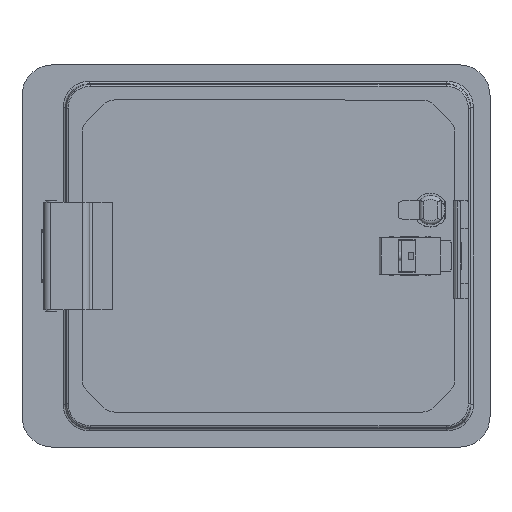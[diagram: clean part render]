
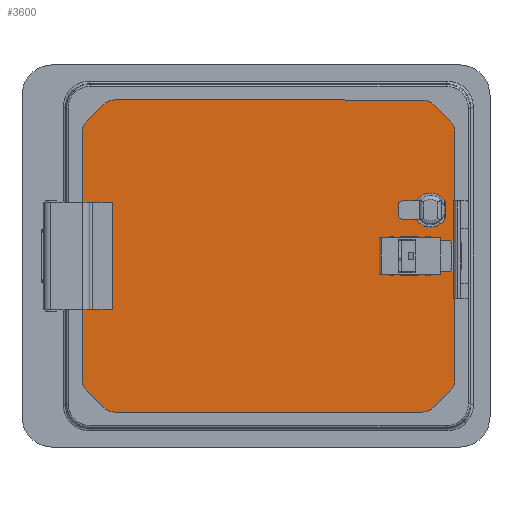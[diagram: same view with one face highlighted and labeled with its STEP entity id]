
A CAD part, front view. The second image highlights one B-rep face of the part: STEP entity #3600.
In plain terms, the highlighted planar face has unit normal (0, -1, 0).
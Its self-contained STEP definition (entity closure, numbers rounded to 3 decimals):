
#17 = LINE ( 'NONE', #15438, #11354 ) ;
#223 = VERTEX_POINT ( 'NONE', #8913 ) ;
#244 = VERTEX_POINT ( 'NONE', #13759 ) ;
#410 = CARTESIAN_POINT ( 'NONE',  ( 116., -1.2, 108.8 ) ) ;
#444 = DIRECTION ( 'NONE',  ( 1., 0., 0. ) ) ;
#473 = CARTESIAN_POINT ( 'NONE',  ( 106., -1.2, 30. ) ) ;
#540 = DIRECTION ( 'NONE',  ( 0., 0., -1. ) ) ;
#602 = DIRECTION ( 'NONE',  ( 0., 0., 1. ) ) ;
#818 = DIRECTION ( 'NONE',  ( 0., 0., 1. ) ) ;
#1018 = CARTESIAN_POINT ( 'NONE',  ( -128.8, -1.2, -96. ) ) ;
#1042 = EDGE_CURVE ( 'NONE', #13542, #11462, #8188, .T. ) ;
#1101 = CARTESIAN_POINT ( 'NONE',  ( 72.5, -1.2, 12. ) ) ;
#1206 = ORIENTED_EDGE ( 'NONE', *, *, #12349, .T. ) ;
#1265 = ORIENTED_EDGE ( 'NONE', *, *, #6258, .T. ) ;
#1400 = CIRCLE ( 'NONE', #7281, 11.1 ) ;
#1471 = DIRECTION ( 'NONE',  ( 0., 1., 0. ) ) ;
#1612 = DIRECTION ( 'NONE',  ( 0., 0., -1. ) ) ;
#1994 = CIRCLE ( 'NONE', #2431, 11.1 ) ;
#2202 = CARTESIAN_POINT ( 'NONE',  ( -116., -1.2, -108.8 ) ) ;
#2294 = CARTESIAN_POINT ( 'NONE',  ( -128.8, -1.2, -96. ) ) ;
#2329 = CIRCLE ( 'NONE', #9946, 12.8 ) ;
#2358 = DIRECTION ( 'NONE',  ( 0., -1., 0. ) ) ;
#2431 = AXIS2_PLACEMENT_3D ( 'NONE', #15732, #13976, #12212 ) ;
#2534 = VERTEX_POINT ( 'NONE', #9272 ) ;
#2571 = DIRECTION ( 'NONE',  ( 0., -1., 0. ) ) ;
#2648 = DIRECTION ( 'NONE',  ( 1., 0., 0. ) ) ;
#2682 = VERTEX_POINT ( 'NONE', #10698 ) ;
#2851 = LINE ( 'NONE', #1101, #10197 ) ;
#2920 = DIRECTION ( 'NONE',  ( 0., 0., 1. ) ) ;
#3036 = CARTESIAN_POINT ( 'NONE',  ( 106., -1.2, 41.1 ) ) ;
#3235 = VERTEX_POINT ( 'NONE', #3036 ) ;
#3348 = LINE ( 'NONE', #15233, #15391 ) ;
#3378 = CARTESIAN_POINT ( 'NONE',  ( 115.6, -1.2, 24.428 ) ) ;
#3590 = ORIENTED_EDGE ( 'NONE', *, *, #15521, .T. ) ;
#3600 = ADVANCED_FACE ( 'NONE', ( #11238, #12117, #13442 ), #9948, .F. ) ;
#3788 = EDGE_CURVE ( 'NONE', #11462, #3901, #3955, .T. ) ;
#3821 = EDGE_CURVE ( 'NONE', #11917, #6738, #17, .T. ) ;
#3901 = VERTEX_POINT ( 'NONE', #9319 ) ;
#3955 = LINE ( 'NONE', #2202, #8712 ) ;
#4052 = LINE ( 'NONE', #2294, #8182 ) ;
#4111 = CARTESIAN_POINT ( 'NONE',  ( -116., -1.2, -96. ) ) ;
#4222 = VERTEX_POINT ( 'NONE', #12316 ) ;
#4329 = CARTESIAN_POINT ( 'NONE',  ( -116., -1.2, 96. ) ) ;
#4413 = CARTESIAN_POINT ( 'NONE',  ( -116., -1.2, 108.8 ) ) ;
#4420 = CARTESIAN_POINT ( 'NONE',  ( 112.5, -1.2, -12. ) ) ;
#4637 = ORIENTED_EDGE ( 'NONE', *, *, #11887, .T. ) ;
#4692 = DIRECTION ( 'NONE',  ( 0., 1., 0. ) ) ;
#5010 = ORIENTED_EDGE ( 'NONE', *, *, #9390, .F. ) ;
#5131 = LINE ( 'NONE', #3378, #8284 ) ;
#5157 = ORIENTED_EDGE ( 'NONE', *, *, #1042, .T. ) ;
#5327 = DIRECTION ( 'NONE',  ( 0., 0., 1. ) ) ;
#5432 = EDGE_CURVE ( 'NONE', #6673, #244, #5131, .T. ) ;
#6243 = CIRCLE ( 'NONE', #7735, 12.8 ) ;
#6258 = EDGE_CURVE ( 'NONE', #14930, #11917, #3348, .T. ) ;
#6448 = CARTESIAN_POINT ( 'NONE',  ( -116., -1.2, 96. ) ) ;
#6592 = LINE ( 'NONE', #4413, #12606 ) ;
#6673 = VERTEX_POINT ( 'NONE', #11179 ) ;
#6738 = VERTEX_POINT ( 'NONE', #13439 ) ;
#6774 = EDGE_CURVE ( 'NONE', #3235, #6673, #1994, .T. ) ;
#6796 = ORIENTED_EDGE ( 'NONE', *, *, #16366, .F. ) ;
#6979 = ORIENTED_EDGE ( 'NONE', *, *, #3821, .T. ) ;
#7075 = ORIENTED_EDGE ( 'NONE', *, *, #9919, .T. ) ;
#7095 = DIRECTION ( 'NONE',  ( 0., 1., 0. ) ) ;
#7193 = VERTEX_POINT ( 'NONE', #9700 ) ;
#7281 = AXIS2_PLACEMENT_3D ( 'NONE', #12015, #1471, #16884 ) ;
#7562 = VERTEX_POINT ( 'NONE', #11450 ) ;
#7735 = AXIS2_PLACEMENT_3D ( 'NONE', #4329, #2571, #818 ) ;
#7837 = VECTOR ( 'NONE', #10320, 1000. ) ;
#7955 = ORIENTED_EDGE ( 'NONE', *, *, #10775, .T. ) ;
#8182 = VECTOR ( 'NONE', #540, 1000. ) ;
#8188 = CIRCLE ( 'NONE', #9502, 12.8 ) ;
#8243 = DIRECTION ( 'NONE',  ( 0., 0., 1. ) ) ;
#8284 = VECTOR ( 'NONE', #1612, 1000. ) ;
#8430 = EDGE_LOOP ( 'NONE', ( #7955, #5157, #15404, #7075, #5010, #12131, #6796, #12764 ) ) ;
#8665 = AXIS2_PLACEMENT_3D ( 'NONE', #473, #7095, #5327 ) ;
#8712 = VECTOR ( 'NONE', #444, 1000. ) ;
#8889 = CIRCLE ( 'NONE', #9054, 12.8 ) ;
#8913 = CARTESIAN_POINT ( 'NONE',  ( 96.4, -1.2, 24.428 ) ) ;
#9054 = AXIS2_PLACEMENT_3D ( 'NONE', #16219, #12700, #10927 ) ;
#9272 = CARTESIAN_POINT ( 'NONE',  ( 128.8, -1.2, -96. ) ) ;
#9319 = CARTESIAN_POINT ( 'NONE',  ( 116., -1.2, -108.8 ) ) ;
#9390 = EDGE_CURVE ( 'NONE', #4222, #2534, #13860, .T. ) ;
#9407 = DIRECTION ( 'NONE',  ( 0., 0., 1. ) ) ;
#9502 = AXIS2_PLACEMENT_3D ( 'NONE', #4111, #2358, #602 ) ;
#9700 = CARTESIAN_POINT ( 'NONE',  ( 96.4, -1.2, 35.572 ) ) ;
#9898 = EDGE_CURVE ( 'NONE', #2682, #10072, #6243, .T. ) ;
#9919 = EDGE_CURVE ( 'NONE', #3901, #2534, #8889, .T. ) ;
#9946 = AXIS2_PLACEMENT_3D ( 'NONE', #12927, #11174, #9407 ) ;
#9948 = PLANE ( 'NONE',  #14341 ) ;
#9994 = CARTESIAN_POINT ( 'NONE',  ( 96.4, -1.2, 24.428 ) ) ;
#10072 = VERTEX_POINT ( 'NONE', #15488 ) ;
#10100 = DIRECTION ( 'NONE',  ( 0., 0., 1. ) ) ;
#10197 = VECTOR ( 'NONE', #16527, 1000. ) ;
#10208 = CARTESIAN_POINT ( 'NONE',  ( -116., -1.2, -108.8 ) ) ;
#10320 = DIRECTION ( 'NONE',  ( 0., 0., -1. ) ) ;
#10698 = CARTESIAN_POINT ( 'NONE',  ( -116., -1.2, 108.8 ) ) ;
#10775 = EDGE_CURVE ( 'NONE', #10072, #13542, #4052, .T. ) ;
#10829 = EDGE_CURVE ( 'NONE', #11328, #4222, #2329, .T. ) ;
#10927 = DIRECTION ( 'NONE',  ( 0., 0., 1. ) ) ;
#11174 = DIRECTION ( 'NONE',  ( 0., 1., 0. ) ) ;
#11179 = CARTESIAN_POINT ( 'NONE',  ( 115.6, -1.2, 35.572 ) ) ;
#11238 = FACE_BOUND ( 'NONE', #15756, .T. ) ;
#11328 = VERTEX_POINT ( 'NONE', #410 ) ;
#11354 = VECTOR ( 'NONE', #13663, 1000. ) ;
#11450 = CARTESIAN_POINT ( 'NONE',  ( 72.5, -1.2, 12. ) ) ;
#11462 = VERTEX_POINT ( 'NONE', #10208 ) ;
#11754 = LINE ( 'NONE', #9994, #16493 ) ;
#11860 = CARTESIAN_POINT ( 'NONE',  ( 72.5, -1.2, -12. ) ) ;
#11887 = EDGE_CURVE ( 'NONE', #6738, #7562, #13613, .T. ) ;
#11917 = VERTEX_POINT ( 'NONE', #4420 ) ;
#12015 = CARTESIAN_POINT ( 'NONE',  ( 106., -1.2, 30. ) ) ;
#12093 = CARTESIAN_POINT ( 'NONE',  ( 128.8, -1.2, 96. ) ) ;
#12117 = FACE_BOUND ( 'NONE', #13359, .T. ) ;
#12131 = ORIENTED_EDGE ( 'NONE', *, *, #10829, .F. ) ;
#12171 = ORIENTED_EDGE ( 'NONE', *, *, #12747, .T. ) ;
#12212 = DIRECTION ( 'NONE',  ( 0., 0., 1. ) ) ;
#12316 = CARTESIAN_POINT ( 'NONE',  ( 128.8, -1.2, 96. ) ) ;
#12349 = EDGE_CURVE ( 'NONE', #244, #223, #13017, .T. ) ;
#12541 = CARTESIAN_POINT ( 'NONE',  ( 112.5, -1.2, 12. ) ) ;
#12606 = VECTOR ( 'NONE', #2648, 1000. ) ;
#12700 = DIRECTION ( 'NONE',  ( 0., -1., 0. ) ) ;
#12747 = EDGE_CURVE ( 'NONE', #7562, #14930, #2851, .T. ) ;
#12764 = ORIENTED_EDGE ( 'NONE', *, *, #9898, .T. ) ;
#12927 = CARTESIAN_POINT ( 'NONE',  ( 116., -1.2, 96. ) ) ;
#12937 = ORIENTED_EDGE ( 'NONE', *, *, #6774, .T. ) ;
#12952 = ORIENTED_EDGE ( 'NONE', *, *, #16236, .T. ) ;
#13017 = CIRCLE ( 'NONE', #8665, 11.1 ) ;
#13359 = EDGE_LOOP ( 'NONE', ( #6979, #4637, #12171, #1265 ) ) ;
#13439 = CARTESIAN_POINT ( 'NONE',  ( 72.5, -1.2, -12. ) ) ;
#13442 = FACE_OUTER_BOUND ( 'NONE', #8430, .T. ) ;
#13455 = DIRECTION ( 'NONE',  ( 0., 0., -1. ) ) ;
#13542 = VERTEX_POINT ( 'NONE', #1018 ) ;
#13613 = LINE ( 'NONE', #11860, #14510 ) ;
#13663 = DIRECTION ( 'NONE',  ( -1., 0., 0. ) ) ;
#13759 = CARTESIAN_POINT ( 'NONE',  ( 115.6, -1.2, 24.428 ) ) ;
#13860 = LINE ( 'NONE', #12093, #7837 ) ;
#13976 = DIRECTION ( 'NONE',  ( 0., 1., 0. ) ) ;
#14186 = ORIENTED_EDGE ( 'NONE', *, *, #5432, .T. ) ;
#14341 = AXIS2_PLACEMENT_3D ( 'NONE', #6448, #4692, #2920 ) ;
#14510 = VECTOR ( 'NONE', #10100, 1000. ) ;
#14930 = VERTEX_POINT ( 'NONE', #12541 ) ;
#15233 = CARTESIAN_POINT ( 'NONE',  ( 112.5, -1.2, -12. ) ) ;
#15391 = VECTOR ( 'NONE', #13455, 1000. ) ;
#15404 = ORIENTED_EDGE ( 'NONE', *, *, #3788, .T. ) ;
#15438 = CARTESIAN_POINT ( 'NONE',  ( 72.5, -1.2, -12. ) ) ;
#15488 = CARTESIAN_POINT ( 'NONE',  ( -128.8, -1.2, 96. ) ) ;
#15521 = EDGE_CURVE ( 'NONE', #7193, #3235, #1400, .T. ) ;
#15732 = CARTESIAN_POINT ( 'NONE',  ( 106., -1.2, 30. ) ) ;
#15756 = EDGE_LOOP ( 'NONE', ( #14186, #1206, #12952, #3590, #12937 ) ) ;
#16219 = CARTESIAN_POINT ( 'NONE',  ( 116., -1.2, -96. ) ) ;
#16236 = EDGE_CURVE ( 'NONE', #223, #7193, #11754, .T. ) ;
#16366 = EDGE_CURVE ( 'NONE', #2682, #11328, #6592, .T. ) ;
#16493 = VECTOR ( 'NONE', #8243, 1000. ) ;
#16527 = DIRECTION ( 'NONE',  ( 1., 0., 0. ) ) ;
#16884 = DIRECTION ( 'NONE',  ( 0., 0., 1. ) ) ;
